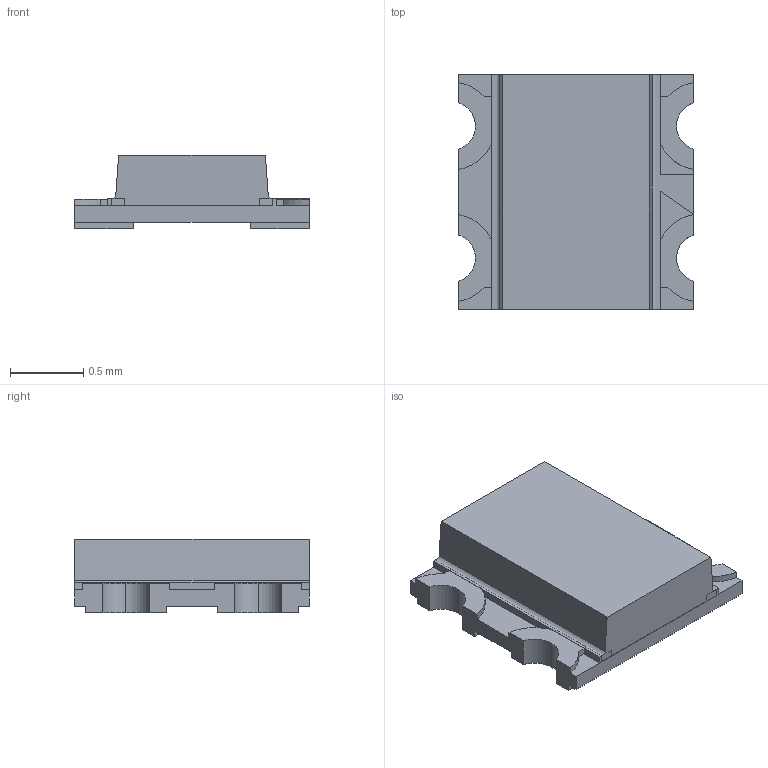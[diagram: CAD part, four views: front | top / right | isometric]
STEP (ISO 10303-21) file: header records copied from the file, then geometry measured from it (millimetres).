
FILE_DESCRIPTION (( 'STEP AP203' ), '1' );
FILE_NAME ('19-137.STEP', '2013-11-21T07:38:32', ( 'User' ), ( 'Everlight' ), 'SwSTEP 2.0', 'SolidWorks 2011', '' );
FILE_SCHEMA (( 'CONFIG_CONTROL_DESIGN' ));
Length unit declared in the file: millimetre
Products named in the file (1): 19-137
Bounding box: 1.6 x 1.6 x 0.5 mm (x, y, z)
Volume: 0.9 mm3; surface area: 12.2 mm2
Topology: 3 solids, 3 shells, 76 faces, 210 edges, 140 vertices
Faces by surface type: plane 60, cylinder 16
Entity records: 2479 total; most frequent: CARTESIAN_POINT 427, ORIENTED_EDGE 420, DIRECTION 396, EDGE_CURVE 210, LINE 178, VECTOR 178, VERTEX_POINT 140, AXIS2_PLACEMENT_3D 109
